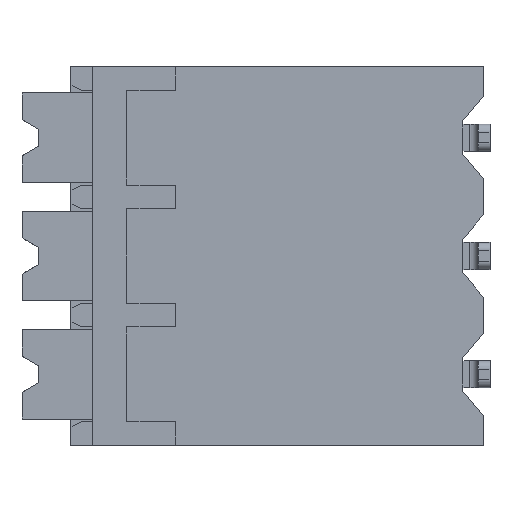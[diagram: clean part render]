
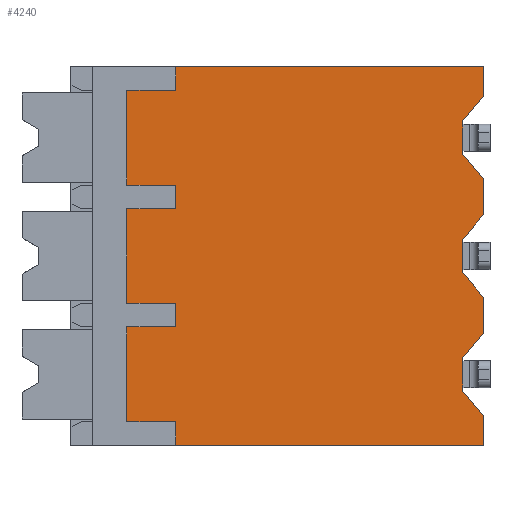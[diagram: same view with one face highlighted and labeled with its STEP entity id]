
A CAD part, left-side view. The second image highlights one B-rep face of the part: STEP entity #4240.
In plain terms, the highlighted planar face has unit normal (-1, 0, 0).
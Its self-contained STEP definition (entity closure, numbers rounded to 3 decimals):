
#50=DIRECTION('',(0.,-1.,0.));
#51=VECTOR('',#50,9.1);
#52=CARTESIAN_POINT('',(0.,9.1,-9.1));
#53=LINE('',#52,#51);
#290=DIRECTION('',(0.,0.643,0.766));
#291=VECTOR('',#290,0.933);
#292=CARTESIAN_POINT('',(0.,0.,-8.215));
#293=LINE('',#292,#291);
#294=DIRECTION('',(0.,0.,1.));
#295=VECTOR('',#294,0.7);
#296=CARTESIAN_POINT('',(0.,9.1,-9.1));
#297=LINE('',#296,#295);
#298=DIRECTION('',(0.,-1.,0.));
#299=VECTOR('',#298,1.45);
#300=CARTESIAN_POINT('',(0.,10.55,-8.4));
#301=LINE('',#300,#299);
#302=DIRECTION('',(0.,0.,-1.));
#303=VECTOR('',#302,2.8);
#304=CARTESIAN_POINT('',(0.,10.55,-5.6));
#305=LINE('',#304,#303);
#306=DIRECTION('',(0.,1.,0.));
#307=VECTOR('',#306,1.45);
#308=CARTESIAN_POINT('',(0.,9.1,-5.6));
#309=LINE('',#308,#307);
#310=DIRECTION('',(0.,0.,1.));
#311=VECTOR('',#310,0.7);
#312=CARTESIAN_POINT('',(0.,9.1,-5.6));
#313=LINE('',#312,#311);
#314=DIRECTION('',(0.,-1.,0.));
#315=VECTOR('',#314,1.45);
#316=CARTESIAN_POINT('',(0.,10.55,-4.9));
#317=LINE('',#316,#315);
#318=DIRECTION('',(0.,0.,-1.));
#319=VECTOR('',#318,2.8);
#320=CARTESIAN_POINT('',(0.,10.55,-2.1));
#321=LINE('',#320,#319);
#322=DIRECTION('',(0.,1.,0.));
#323=VECTOR('',#322,1.45);
#324=CARTESIAN_POINT('',(0.,9.1,-2.1));
#325=LINE('',#324,#323);
#326=DIRECTION('',(0.,0.,1.));
#327=VECTOR('',#326,0.7);
#328=CARTESIAN_POINT('',(0.,9.1,-2.1));
#329=LINE('',#328,#327);
#330=DIRECTION('',(0.,-1.,0.));
#331=VECTOR('',#330,1.45);
#332=CARTESIAN_POINT('',(0.,10.55,-1.4));
#333=LINE('',#332,#331);
#334=DIRECTION('',(0.,0.,-1.));
#335=VECTOR('',#334,2.8);
#336=CARTESIAN_POINT('',(0.,10.55,1.4));
#337=LINE('',#336,#335);
#338=DIRECTION('',(0.,1.,0.));
#339=VECTOR('',#338,1.45);
#340=CARTESIAN_POINT('',(0.,9.1,1.4));
#341=LINE('',#340,#339);
#342=DIRECTION('',(0.,0.,1.));
#343=VECTOR('',#342,0.7);
#344=CARTESIAN_POINT('',(0.,9.1,1.4));
#345=LINE('',#344,#343);
#346=DIRECTION('',(0.,-0.643,0.766));
#347=VECTOR('',#346,0.933);
#348=CARTESIAN_POINT('',(0.,0.6,0.5));
#349=LINE('',#348,#347);
#350=DIRECTION('',(0.,0.,1.));
#351=VECTOR('',#350,1.);
#352=CARTESIAN_POINT('',(0.,0.6,-0.5));
#353=LINE('',#352,#351);
#354=DIRECTION('',(0.,0.643,0.766));
#355=VECTOR('',#354,0.933);
#356=CARTESIAN_POINT('',(0.,0.,-1.215));
#357=LINE('',#356,#355);
#358=DIRECTION('',(0.,-0.643,0.766));
#359=VECTOR('',#358,0.933);
#360=CARTESIAN_POINT('',(0.,0.6,-3.));
#361=LINE('',#360,#359);
#362=DIRECTION('',(0.,0.,1.));
#363=VECTOR('',#362,1.);
#364=CARTESIAN_POINT('',(0.,0.6,-4.));
#365=LINE('',#364,#363);
#366=DIRECTION('',(0.,0.643,0.766));
#367=VECTOR('',#366,0.933);
#368=CARTESIAN_POINT('',(0.,0.,-4.715));
#369=LINE('',#368,#367);
#370=DIRECTION('',(0.,-0.643,0.766));
#371=VECTOR('',#370,0.933);
#372=CARTESIAN_POINT('',(0.,0.6,-6.5));
#373=LINE('',#372,#371);
#374=DIRECTION('',(0.,0.,1.));
#375=VECTOR('',#374,1.);
#376=CARTESIAN_POINT('',(0.,0.6,-7.5));
#377=LINE('',#376,#375);
#382=DIRECTION('',(0.,0.,1.));
#383=VECTOR('',#382,0.885);
#384=CARTESIAN_POINT('',(0.,0.,1.215));
#385=LINE('',#384,#383);
#394=DIRECTION('',(0.,0.,1.));
#395=VECTOR('',#394,1.07);
#396=CARTESIAN_POINT('',(0.,0.,-2.285));
#397=LINE('',#396,#395);
#418=DIRECTION('',(0.,0.,1.));
#419=VECTOR('',#418,0.885);
#420=CARTESIAN_POINT('',(0.,0.,-9.1));
#421=LINE('',#420,#419);
#426=DIRECTION('',(0.,0.,1.));
#427=VECTOR('',#426,1.07);
#428=CARTESIAN_POINT('',(0.,0.,-5.785));
#429=LINE('',#428,#427);
#726=DIRECTION('',(0.,-1.,0.));
#727=VECTOR('',#726,9.1);
#728=CARTESIAN_POINT('',(0.,9.1,2.1));
#729=LINE('',#728,#727);
#2991=CARTESIAN_POINT('',(0.,9.1,-9.1));
#2992=VERTEX_POINT('',#2991);
#2993=CARTESIAN_POINT('',(0.,0.,-9.1));
#2994=VERTEX_POINT('',#2993);
#3019=CARTESIAN_POINT('',(0.,9.1,2.1));
#3020=VERTEX_POINT('',#3019);
#3021=CARTESIAN_POINT('',(0.,0.,2.1));
#3022=VERTEX_POINT('',#3021);
#3437=CARTESIAN_POINT('',(0.,10.55,1.4));
#3438=CARTESIAN_POINT('',(0.,10.55,-1.4));
#3439=VERTEX_POINT('',#3437);
#3440=VERTEX_POINT('',#3438);
#3449=CARTESIAN_POINT('',(0.,9.1,-1.4));
#3450=VERTEX_POINT('',#3449);
#3451=CARTESIAN_POINT('',(0.,9.1,1.4));
#3452=VERTEX_POINT('',#3451);
#3453=CARTESIAN_POINT('',(0.,10.55,-2.1));
#3454=CARTESIAN_POINT('',(0.,10.55,-4.9));
#3455=VERTEX_POINT('',#3453);
#3456=VERTEX_POINT('',#3454);
#3465=CARTESIAN_POINT('',(0.,9.1,-4.9));
#3466=VERTEX_POINT('',#3465);
#3467=CARTESIAN_POINT('',(0.,9.1,-2.1));
#3468=VERTEX_POINT('',#3467);
#3469=CARTESIAN_POINT('',(0.,10.55,-5.6));
#3470=CARTESIAN_POINT('',(0.,10.55,-8.4));
#3471=VERTEX_POINT('',#3469);
#3472=VERTEX_POINT('',#3470);
#3481=CARTESIAN_POINT('',(0.,9.1,-8.4));
#3482=VERTEX_POINT('',#3481);
#3483=CARTESIAN_POINT('',(0.,9.1,-5.6));
#3484=VERTEX_POINT('',#3483);
#3605=CARTESIAN_POINT('',(0.,0.,-1.215));
#3606=CARTESIAN_POINT('',(0.,0.6,-0.5));
#3607=VERTEX_POINT('',#3605);
#3608=VERTEX_POINT('',#3606);
#3609=CARTESIAN_POINT('',(0.,0.6,0.5));
#3610=VERTEX_POINT('',#3609);
#3611=CARTESIAN_POINT('',(0.,0.,1.215));
#3612=VERTEX_POINT('',#3611);
#3621=CARTESIAN_POINT('',(0.,0.,-4.715));
#3622=CARTESIAN_POINT('',(0.,0.6,-4.));
#3623=VERTEX_POINT('',#3621);
#3624=VERTEX_POINT('',#3622);
#3625=CARTESIAN_POINT('',(0.,0.6,-3.));
#3626=VERTEX_POINT('',#3625);
#3627=CARTESIAN_POINT('',(0.,0.,-2.285));
#3628=VERTEX_POINT('',#3627);
#3637=CARTESIAN_POINT('',(0.,0.,-8.215));
#3638=CARTESIAN_POINT('',(0.,0.6,-7.5));
#3639=VERTEX_POINT('',#3637);
#3640=VERTEX_POINT('',#3638);
#3641=CARTESIAN_POINT('',(0.,0.6,-6.5));
#3642=VERTEX_POINT('',#3641);
#3643=CARTESIAN_POINT('',(0.,0.,-5.785));
#3644=VERTEX_POINT('',#3643);
#4179=CARTESIAN_POINT('',(0.,9.1,-9.1));
#4180=DIRECTION('',(-1.,0.,0.));
#4181=DIRECTION('',(0.,-1.,0.));
#4182=AXIS2_PLACEMENT_3D('',#4179,#4180,#4181);
#4183=PLANE('',#4182);
#4184=ORIENTED_EDGE('',*,*,#4169,.F.);
#4186=ORIENTED_EDGE('',*,*,#4185,.F.);
#4187=ORIENTED_EDGE('',*,*,#3916,.F.);
#4189=ORIENTED_EDGE('',*,*,#4188,.T.);
#4191=ORIENTED_EDGE('',*,*,#4190,.F.);
#4193=ORIENTED_EDGE('',*,*,#4192,.F.);
#4195=ORIENTED_EDGE('',*,*,#4194,.F.);
#4197=ORIENTED_EDGE('',*,*,#4196,.T.);
#4199=ORIENTED_EDGE('',*,*,#4198,.F.);
#4201=ORIENTED_EDGE('',*,*,#4200,.F.);
#4203=ORIENTED_EDGE('',*,*,#4202,.F.);
#4205=ORIENTED_EDGE('',*,*,#4204,.T.);
#4207=ORIENTED_EDGE('',*,*,#4206,.F.);
#4209=ORIENTED_EDGE('',*,*,#4208,.F.);
#4211=ORIENTED_EDGE('',*,*,#4210,.F.);
#4213=ORIENTED_EDGE('',*,*,#4212,.T.);
#4215=ORIENTED_EDGE('',*,*,#4214,.T.);
#4217=ORIENTED_EDGE('',*,*,#4216,.F.);
#4219=ORIENTED_EDGE('',*,*,#4218,.F.);
#4221=ORIENTED_EDGE('',*,*,#4220,.F.);
#4223=ORIENTED_EDGE('',*,*,#4222,.F.);
#4225=ORIENTED_EDGE('',*,*,#4224,.F.);
#4227=ORIENTED_EDGE('',*,*,#4226,.F.);
#4229=ORIENTED_EDGE('',*,*,#4228,.F.);
#4231=ORIENTED_EDGE('',*,*,#4230,.F.);
#4233=ORIENTED_EDGE('',*,*,#4232,.F.);
#4235=ORIENTED_EDGE('',*,*,#4234,.F.);
#4237=ORIENTED_EDGE('',*,*,#4236,.F.);
#4238=EDGE_LOOP('',(#4184,#4186,#4187,#4189,#4191,#4193,#4195,#4197,#4199,#4201,
#4203,#4205,#4207,#4209,#4211,#4213,#4215,#4217,#4219,#4221,#4223,#4225,#4227,
#4229,#4231,#4233,#4235,#4237));
#4239=FACE_OUTER_BOUND('',#4238,.F.);
#3916=EDGE_CURVE('',#2992,#2994,#53,.T.);
#4169=EDGE_CURVE('',#3639,#3640,#293,.T.);
#4185=EDGE_CURVE('',#2994,#3639,#421,.T.);
#4188=EDGE_CURVE('',#2992,#3482,#297,.T.);
#4190=EDGE_CURVE('',#3472,#3482,#301,.T.);
#4192=EDGE_CURVE('',#3471,#3472,#305,.T.);
#4194=EDGE_CURVE('',#3484,#3471,#309,.T.);
#4196=EDGE_CURVE('',#3484,#3466,#313,.T.);
#4198=EDGE_CURVE('',#3456,#3466,#317,.T.);
#4200=EDGE_CURVE('',#3455,#3456,#321,.T.);
#4202=EDGE_CURVE('',#3468,#3455,#325,.T.);
#4204=EDGE_CURVE('',#3468,#3450,#329,.T.);
#4206=EDGE_CURVE('',#3440,#3450,#333,.T.);
#4208=EDGE_CURVE('',#3439,#3440,#337,.T.);
#4210=EDGE_CURVE('',#3452,#3439,#341,.T.);
#4212=EDGE_CURVE('',#3452,#3020,#345,.T.);
#4214=EDGE_CURVE('',#3020,#3022,#729,.T.);
#4216=EDGE_CURVE('',#3612,#3022,#385,.T.);
#4218=EDGE_CURVE('',#3610,#3612,#349,.T.);
#4220=EDGE_CURVE('',#3608,#3610,#353,.T.);
#4222=EDGE_CURVE('',#3607,#3608,#357,.T.);
#4224=EDGE_CURVE('',#3628,#3607,#397,.T.);
#4226=EDGE_CURVE('',#3626,#3628,#361,.T.);
#4228=EDGE_CURVE('',#3624,#3626,#365,.T.);
#4230=EDGE_CURVE('',#3623,#3624,#369,.T.);
#4232=EDGE_CURVE('',#3644,#3623,#429,.T.);
#4234=EDGE_CURVE('',#3642,#3644,#373,.T.);
#4236=EDGE_CURVE('',#3640,#3642,#377,.T.);
#4240=ADVANCED_FACE('',(#4239),#4183,.T.);
